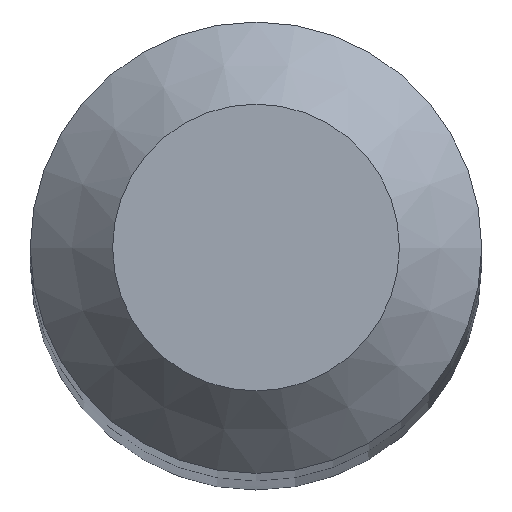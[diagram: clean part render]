
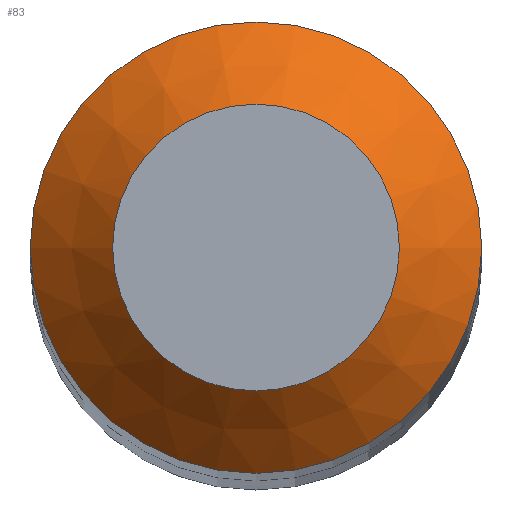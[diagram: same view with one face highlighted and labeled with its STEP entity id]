
A CAD part, top view. The second image highlights one B-rep face of the part: STEP entity #83.
In plain terms, the highlighted conical face has half-angle 45 degrees and reference radius 2.084 mm.
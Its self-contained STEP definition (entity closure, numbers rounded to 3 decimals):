
#46=CONICAL_SURFACE('',#246,2.084,45.);
#58=FACE_BOUND('',#108,.T.);
#59=FACE_BOUND('',#109,.T.);
#83=ADVANCED_FACE('',(#58,#59),#46,.T.);
#108=EDGE_LOOP('',(#136));
#109=EDGE_LOOP('',(#137));
#136=ORIENTED_EDGE('',*,*,#176,.T.);
#137=ORIENTED_EDGE('',*,*,#177,.F.);
#162=VERTEX_POINT('',#384);
#163=VERTEX_POINT('',#387);
#176=EDGE_CURVE('',#162,#162,#190,.T.);
#177=EDGE_CURVE('',#163,#163,#191,.T.);
#190=CIRCLE('',#243,1.324);
#191=CIRCLE('',#245,2.084);
#243=AXIS2_PLACEMENT_3D('',#383,#285,#286);
#245=AXIS2_PLACEMENT_3D('',#386,#289,#290);
#246=AXIS2_PLACEMENT_3D('',#388,#291,#292);
#285=DIRECTION('',(0.,0.,-1.));
#286=DIRECTION('',(1.,0.,0.));
#289=DIRECTION('',(0.,0.,-1.));
#290=DIRECTION('',(1.,0.,0.));
#291=DIRECTION('',(0.,0.,-1.));
#292=DIRECTION('',(1.,0.,0.));
#383=CARTESIAN_POINT('',(0.,0.,0.));
#384=CARTESIAN_POINT('',(1.324,0.,0.));
#386=CARTESIAN_POINT('',(0.,0.,-0.76));
#387=CARTESIAN_POINT('',(2.084,0.,-0.76));
#388=CARTESIAN_POINT('',(0.,0.,-0.76));
